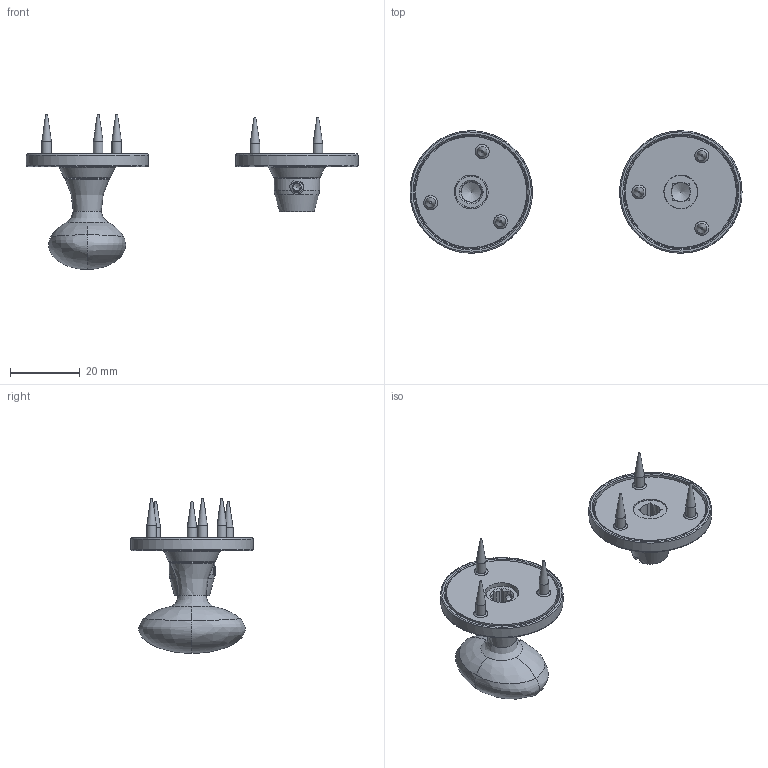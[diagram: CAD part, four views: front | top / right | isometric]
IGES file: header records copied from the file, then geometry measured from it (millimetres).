
Global section: file name: PK8176TCR; native system: Autodesk Inventor 2024; preprocessor: unknown; author: rclarke; date: 20250715.131151; units: millimetre
Bounding box: 95 x 35 x 44.29 mm (x, y, z)
Volume: 12653.5 mm3; surface area: 13009.6 mm2
Topology: 13 solids, 13 shells, 268 faces, 760 edges, 528 vertices
Faces by surface type: bspline 268
